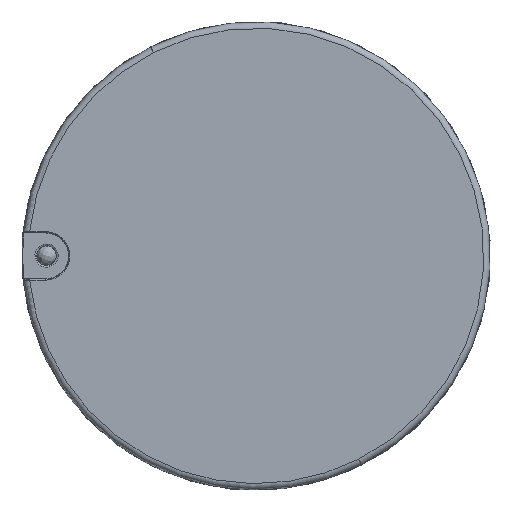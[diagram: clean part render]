
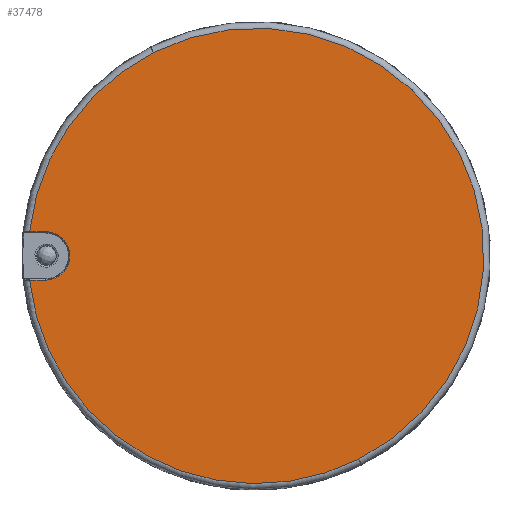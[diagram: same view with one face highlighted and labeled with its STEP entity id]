
A CAD part, top view. The second image highlights one B-rep face of the part: STEP entity #37478.
In plain terms, the highlighted face is planar.
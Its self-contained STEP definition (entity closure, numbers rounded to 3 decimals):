
#26 = EDGE_CURVE ( 'NONE', #34717, #21064, #48142, .T. ) ;
#1433 = EDGE_CURVE ( 'NONE', #53380, #41235, #29981, .T. ) ;
#1497 = DIRECTION ( 'NONE',  ( 0., -1., 0. ) ) ;
#3784 = AXIS2_PLACEMENT_3D ( 'NONE', #51266, #1497, #22089 ) ;
#3797 = DIRECTION ( 'NONE',  ( 0., -1., 0. ) ) ;
#5477 = ORIENTED_EDGE ( 'NONE', *, *, #19515, .T. ) ;
#8018 = DIRECTION ( 'NONE',  ( 0., 0., -1. ) ) ;
#8559 = DIRECTION ( 'NONE',  ( 0., 1., 0. ) ) ;
#8610 = CARTESIAN_POINT ( 'NONE',  ( 0., 30.96, 0. ) ) ;
#8780 = EDGE_CURVE ( 'NONE', #45136, #26633, #26098, .T. ) ;
#10514 = AXIS2_PLACEMENT_3D ( 'NONE', #45694, #8559, #8018 ) ;
#10980 = FACE_OUTER_BOUND ( 'NONE', #42616, .T. ) ;
#11672 = ORIENTED_EDGE ( 'NONE', *, *, #8780, .T. ) ;
#12052 = ORIENTED_EDGE ( 'NONE', *, *, #1433, .T. ) ;
#16081 = ORIENTED_EDGE ( 'NONE', *, *, #53533, .T. ) ;
#18148 = EDGE_CURVE ( 'NONE', #26633, #34717, #24261, .T. ) ;
#19515 = EDGE_CURVE ( 'NONE', #21064, #53380, #28690, .T. ) ;
#20412 = DIRECTION ( 'NONE',  ( 0., 0., -1. ) ) ;
#20584 = PLANE ( 'NONE',  #32784 ) ;
#21064 = VERTEX_POINT ( 'NONE', #45293 ) ;
#21155 = DIRECTION ( 'NONE',  ( 0., 0., -1. ) ) ;
#21208 = CARTESIAN_POINT ( 'NONE',  ( -113.512, 30.96, -74.712 ) ) ;
#21863 = LINE ( 'NONE', #48298, #23804 ) ;
#22089 = DIRECTION ( 'NONE',  ( 0., 0., -1. ) ) ;
#23690 = CARTESIAN_POINT ( 'NONE',  ( -126.557, 30.96, -46.45 ) ) ;
#23804 = VECTOR ( 'NONE', #44266, 1000. ) ;
#24261 = LINE ( 'NONE', #23690, #26867 ) ;
#26098 = CIRCLE ( 'NONE', #3784, 15.554 ) ;
#26101 = AXIS2_PLACEMENT_3D ( 'NONE', #29302, #45724, #53918 ) ;
#26521 = AXIS2_PLACEMENT_3D ( 'NONE', #8610, #41535, #21155 ) ;
#26633 = VERTEX_POINT ( 'NONE', #32262 ) ;
#26867 = VECTOR ( 'NONE', #27861, 1000. ) ;
#27861 = DIRECTION ( 'NONE',  ( -0.893, 0., -0.451 ) ) ;
#28690 = CIRCLE ( 'NONE', #26521, 146.015 ) ;
#29302 = CARTESIAN_POINT ( 'NONE',  ( 0., 30.96, 0. ) ) ;
#29981 = CIRCLE ( 'NONE', #10514, 146.015 ) ;
#31882 = ORIENTED_EDGE ( 'NONE', *, *, #26, .T. ) ;
#32262 = CARTESIAN_POINT ( 'NONE',  ( -127.528, 30.96, -46.941 ) ) ;
#32749 = CARTESIAN_POINT ( 'NONE',  ( -150., 30.96, 0. ) ) ;
#32784 = AXIS2_PLACEMENT_3D ( 'NONE', #32749, #3797, #20412 ) ;
#34717 = VERTEX_POINT ( 'NONE', #39854 ) ;
#37478 = ADVANCED_FACE ( 'NONE', ( #10980 ), #20584, .F. ) ;
#38067 = CARTESIAN_POINT ( 'NONE',  ( -122.604, 30.96, -79.301 ) ) ;
#39854 = CARTESIAN_POINT ( 'NONE',  ( -136.62, 30.96, -51.529 ) ) ;
#41235 = VERTEX_POINT ( 'NONE', #38067 ) ;
#41535 = DIRECTION ( 'NONE',  ( 0., 1., 0. ) ) ;
#41857 = ORIENTED_EDGE ( 'NONE', *, *, #18148, .T. ) ;
#42616 = EDGE_LOOP ( 'NONE', ( #11672, #41857, #31882, #5477, #12052, #16081 ) ) ;
#42990 = CARTESIAN_POINT ( 'NONE',  ( 0., 30.96, -146.015 ) ) ;
#44266 = DIRECTION ( 'NONE',  ( 0.893, 0., 0.451 ) ) ;
#45136 = VERTEX_POINT ( 'NONE', #21208 ) ;
#45293 = CARTESIAN_POINT ( 'NONE',  ( 0., 30.96, 146.015 ) ) ;
#45694 = CARTESIAN_POINT ( 'NONE',  ( 0., 30.96, 0. ) ) ;
#45724 = DIRECTION ( 'NONE',  ( 0., 1., 0. ) ) ;
#48142 = CIRCLE ( 'NONE', #26101, 146.015 ) ;
#48298 = CARTESIAN_POINT ( 'NONE',  ( -112.54, 30.96, -74.222 ) ) ;
#51266 = CARTESIAN_POINT ( 'NONE',  ( -120.52, 30.96, -60.826 ) ) ;
#53380 = VERTEX_POINT ( 'NONE', #42990 ) ;
#53533 = EDGE_CURVE ( 'NONE', #41235, #45136, #21863, .T. ) ;
#53918 = DIRECTION ( 'NONE',  ( 0., 0., -1. ) ) ;
